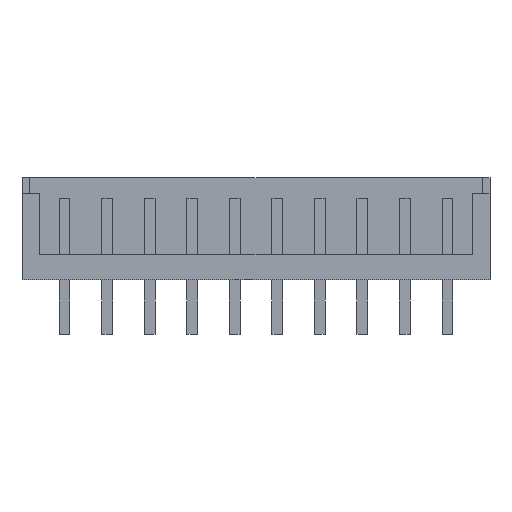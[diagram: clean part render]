
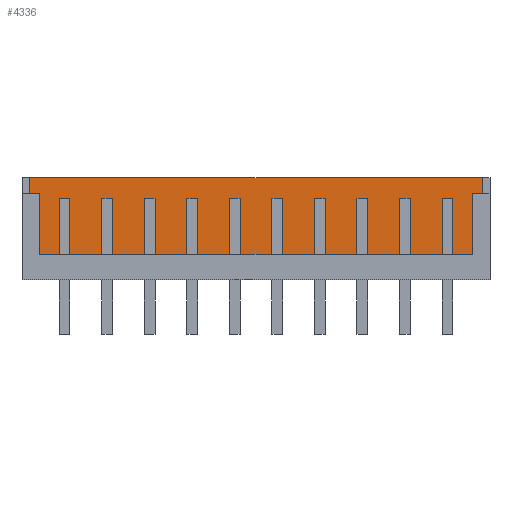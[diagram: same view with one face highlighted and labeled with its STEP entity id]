
A CAD part, front view. The second image highlights one B-rep face of the part: STEP entity #4336.
In plain terms, the highlighted planar face has unit normal (0, -1, 0).
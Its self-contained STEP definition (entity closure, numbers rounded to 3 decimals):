
#44 = PLANE('',#45);
#45 = AXIS2_PLACEMENT_3D('',#46,#47,#48);
#46 = CARTESIAN_POINT('',(24.55,1.098,1.5));
#47 = DIRECTION('',(0.,0.,-1.));
#48 = DIRECTION('',(0.,1.,0.));
#1679 = VERTEX_POINT('',#1680);
#1680 = CARTESIAN_POINT('',(24.55,1.098,1.5));
#1694 = PLANE('',#1695);
#1695 = AXIS2_PLACEMENT_3D('',#1696,#1697,#1698);
#1696 = CARTESIAN_POINT('',(24.55,1.098,1.5));
#1697 = DIRECTION('',(-1.,0.,0.));
#1698 = DIRECTION('',(0.,-1.,0.));
#1706 = EDGE_CURVE('',#1707,#1679,#1709,.T.);
#1707 = VERTEX_POINT('',#1708);
#1708 = CARTESIAN_POINT('',(-2.05,1.098,1.5));
#1709 = SURFACE_CURVE('',#1710,(#1714,#1721),.PCURVE_S1.);
#1710 = LINE('',#1711,#1712);
#1711 = CARTESIAN_POINT('',(-2.05,1.098,1.5));
#1712 = VECTOR('',#1713,1.);
#1713 = DIRECTION('',(1.,0.,0.));
#1714 = PCURVE('',#44,#1715);
#1715 = DEFINITIONAL_REPRESENTATION('',(#1716),#1720);
#1716 = LINE('',#1717,#1718);
#1717 = CARTESIAN_POINT('',(0.,-26.6));
#1718 = VECTOR('',#1719,1.);
#1719 = DIRECTION('',(0.,1.));
#1720 = ( GEOMETRIC_REPRESENTATION_CONTEXT(2) 
PARAMETRIC_REPRESENTATION_CONTEXT() REPRESENTATION_CONTEXT('2D SPACE',''
  ) );
#1721 = PCURVE('',#1722,#1727);
#1722 = PLANE('',#1723);
#1723 = AXIS2_PLACEMENT_3D('',#1724,#1725,#1726);
#1724 = CARTESIAN_POINT('',(-2.05,1.098,1.5));
#1725 = DIRECTION('',(0.,-1.,0.));
#1726 = DIRECTION('',(1.,0.,0.));
#1727 = DEFINITIONAL_REPRESENTATION('',(#1728),#1732);
#1728 = LINE('',#1729,#1730);
#1729 = CARTESIAN_POINT('',(0.,0.));
#1730 = VECTOR('',#1731,1.);
#1731 = DIRECTION('',(1.,0.));
#1732 = ( GEOMETRIC_REPRESENTATION_CONTEXT(2) 
PARAMETRIC_REPRESENTATION_CONTEXT() REPRESENTATION_CONTEXT('2D SPACE',''
  ) );
#1750 = PLANE('',#1751);
#1751 = AXIS2_PLACEMENT_3D('',#1752,#1753,#1754);
#1752 = CARTESIAN_POINT('',(-2.05,1.098,1.5));
#1753 = DIRECTION('',(1.,0.,0.));
#1754 = DIRECTION('',(0.,1.,0.));
#2523 = PLANE('',#2524);
#2524 = AXIS2_PLACEMENT_3D('',#2525,#2526,#2527);
#2525 = CARTESIAN_POINT('',(25.,-0.2,6.));
#2526 = DIRECTION('',(0.,0.,-1.));
#2527 = DIRECTION('',(0.,1.,0.));
#4070 = EDGE_CURVE('',#1707,#4071,#4073,.T.);
#4071 = VERTEX_POINT('',#4072);
#4072 = CARTESIAN_POINT('',(-2.05,1.098,6.));
#4073 = SURFACE_CURVE('',#4074,(#4078,#4085),.PCURVE_S1.);
#4074 = LINE('',#4075,#4076);
#4075 = CARTESIAN_POINT('',(-2.05,1.098,1.5));
#4076 = VECTOR('',#4077,1.);
#4077 = DIRECTION('',(0.,0.,1.));
#4078 = PCURVE('',#1750,#4079);
#4079 = DEFINITIONAL_REPRESENTATION('',(#4080),#4084);
#4080 = LINE('',#4081,#4082);
#4081 = CARTESIAN_POINT('',(0.,0.));
#4082 = VECTOR('',#4083,1.);
#4083 = DIRECTION('',(0.,1.));
#4084 = ( GEOMETRIC_REPRESENTATION_CONTEXT(2) 
PARAMETRIC_REPRESENTATION_CONTEXT() REPRESENTATION_CONTEXT('2D SPACE',''
  ) );
#4085 = PCURVE('',#1722,#4086);
#4086 = DEFINITIONAL_REPRESENTATION('',(#4087),#4091);
#4087 = LINE('',#4088,#4089);
#4088 = CARTESIAN_POINT('',(0.,0.));
#4089 = VECTOR('',#4090,1.);
#4090 = DIRECTION('',(0.,1.));
#4091 = ( GEOMETRIC_REPRESENTATION_CONTEXT(2) 
PARAMETRIC_REPRESENTATION_CONTEXT() REPRESENTATION_CONTEXT('2D SPACE',''
  ) );
#4336 = ADVANCED_FACE('',(#4337),#1722,.T.);
#4337 = FACE_BOUND('',#4338,.T.);
#4338 = EDGE_LOOP('',(#4339,#4362,#4363,#4364));
#4339 = ORIENTED_EDGE('',*,*,#4340,.F.);
#4340 = EDGE_CURVE('',#4071,#4341,#4343,.T.);
#4341 = VERTEX_POINT('',#4342);
#4342 = CARTESIAN_POINT('',(24.55,1.098,6.));
#4343 = SURFACE_CURVE('',#4344,(#4348,#4355),.PCURVE_S1.);
#4344 = LINE('',#4345,#4346);
#4345 = CARTESIAN_POINT('',(-2.05,1.098,6.));
#4346 = VECTOR('',#4347,1.);
#4347 = DIRECTION('',(1.,0.,0.));
#4348 = PCURVE('',#1722,#4349);
#4349 = DEFINITIONAL_REPRESENTATION('',(#4350),#4354);
#4350 = LINE('',#4351,#4352);
#4351 = CARTESIAN_POINT('',(0.,4.5));
#4352 = VECTOR('',#4353,1.);
#4353 = DIRECTION('',(1.,0.));
#4354 = ( GEOMETRIC_REPRESENTATION_CONTEXT(2) 
PARAMETRIC_REPRESENTATION_CONTEXT() REPRESENTATION_CONTEXT('2D SPACE',''
  ) );
#4355 = PCURVE('',#2523,#4356);
#4356 = DEFINITIONAL_REPRESENTATION('',(#4357),#4361);
#4357 = LINE('',#4358,#4359);
#4358 = CARTESIAN_POINT('',(1.298,-27.05));
#4359 = VECTOR('',#4360,1.);
#4360 = DIRECTION('',(0.,1.));
#4361 = ( GEOMETRIC_REPRESENTATION_CONTEXT(2) 
PARAMETRIC_REPRESENTATION_CONTEXT() REPRESENTATION_CONTEXT('2D SPACE',''
  ) );
#4362 = ORIENTED_EDGE('',*,*,#4070,.F.);
#4363 = ORIENTED_EDGE('',*,*,#1706,.T.);
#4364 = ORIENTED_EDGE('',*,*,#4365,.T.);
#4365 = EDGE_CURVE('',#1679,#4341,#4366,.T.);
#4366 = SURFACE_CURVE('',#4367,(#4371,#4378),.PCURVE_S1.);
#4367 = LINE('',#4368,#4369);
#4368 = CARTESIAN_POINT('',(24.55,1.098,1.5));
#4369 = VECTOR('',#4370,1.);
#4370 = DIRECTION('',(0.,0.,1.));
#4371 = PCURVE('',#1722,#4372);
#4372 = DEFINITIONAL_REPRESENTATION('',(#4373),#4377);
#4373 = LINE('',#4374,#4375);
#4374 = CARTESIAN_POINT('',(26.6,0.));
#4375 = VECTOR('',#4376,1.);
#4376 = DIRECTION('',(0.,1.));
#4377 = ( GEOMETRIC_REPRESENTATION_CONTEXT(2) 
PARAMETRIC_REPRESENTATION_CONTEXT() REPRESENTATION_CONTEXT('2D SPACE',''
  ) );
#4378 = PCURVE('',#1694,#4379);
#4379 = DEFINITIONAL_REPRESENTATION('',(#4380),#4384);
#4380 = LINE('',#4381,#4382);
#4381 = CARTESIAN_POINT('',(0.,0.));
#4382 = VECTOR('',#4383,1.);
#4383 = DIRECTION('',(0.,1.));
#4384 = ( GEOMETRIC_REPRESENTATION_CONTEXT(2) 
PARAMETRIC_REPRESENTATION_CONTEXT() REPRESENTATION_CONTEXT('2D SPACE',''
  ) );
